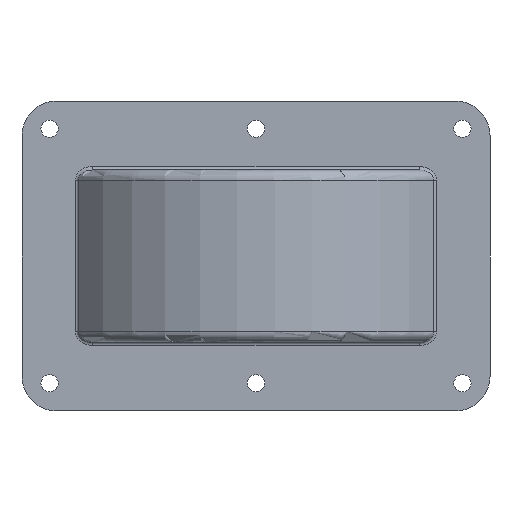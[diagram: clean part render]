
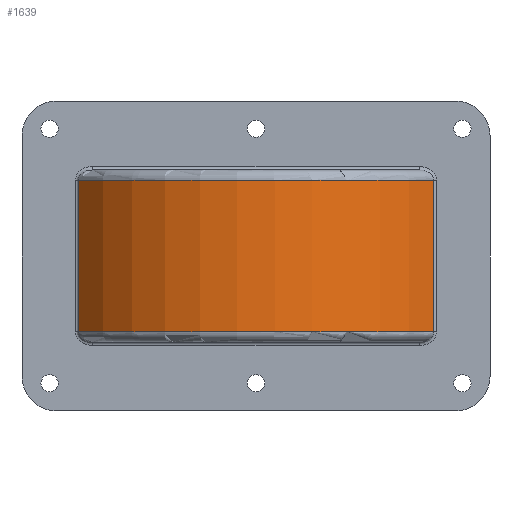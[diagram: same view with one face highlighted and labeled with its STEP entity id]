
A CAD part, front view. The second image highlights one B-rep face of the part: STEP entity #1639.
In plain terms, the highlighted cylindrical face has radius 63.75 mm (diameter 127.5 mm), a partial arc.
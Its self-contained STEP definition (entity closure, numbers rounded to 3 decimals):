
#94 = ORIENTED_EDGE ( 'NONE', *, *, #1380, .T. ) ;
#114 = FACE_OUTER_BOUND ( 'NONE', #1968, .T. ) ;
#133 = CARTESIAN_POINT ( 'NONE',  ( 51.653, -1.614, 22. ) ) ;
#214 = CARTESIAN_POINT ( 'NONE',  ( 51.653, -1.614, 25. ) ) ;
#276 = ORIENTED_EDGE ( 'NONE', *, *, #1970, .T. ) ;
#373 = VERTEX_POINT ( 'NONE', #133 ) ;
#388 = DIRECTION ( 'NONE',  ( -1., 0., 0. ) ) ;
#525 = LINE ( 'NONE', #214, #1702 ) ;
#550 = CIRCLE ( 'NONE', #1750, 63.75 ) ;
#583 = CARTESIAN_POINT ( 'NONE',  ( 0., 35.75, -22. ) ) ;
#587 = LINE ( 'NONE', #735, #1660 ) ;
#610 = CARTESIAN_POINT ( 'NONE',  ( 0., 35.75, 22. ) ) ;
#632 = VERTEX_POINT ( 'NONE', #1100 ) ;
#735 = CARTESIAN_POINT ( 'NONE',  ( -51.653, -1.614, 25. ) ) ;
#790 = AXIS2_PLACEMENT_3D ( 'NONE', #1194, #2034, #388 ) ;
#879 = CARTESIAN_POINT ( 'NONE',  ( -51.653, -1.614, 22. ) ) ;
#899 = DIRECTION ( 'NONE',  ( 0., 0., -1. ) ) ;
#935 = DIRECTION ( 'NONE',  ( 0., 0., 1. ) ) ;
#941 = AXIS2_PLACEMENT_3D ( 'NONE', #610, #1941, #1787 ) ;
#1008 = ORIENTED_EDGE ( 'NONE', *, *, #1626, .T. ) ;
#1100 = CARTESIAN_POINT ( 'NONE',  ( 51.653, -1.614, -22. ) ) ;
#1146 = CIRCLE ( 'NONE', #941, 63.75 ) ;
#1194 = CARTESIAN_POINT ( 'NONE',  ( 0., 35.75, 25. ) ) ;
#1380 = EDGE_CURVE ( 'NONE', #632, #373, #525, .T. ) ;
#1507 = CYLINDRICAL_SURFACE ( 'NONE', #790, 63.75 ) ;
#1536 = VERTEX_POINT ( 'NONE', #1731 ) ;
#1626 = EDGE_CURVE ( 'NONE', #2027, #1536, #587, .T. ) ;
#1639 = ADVANCED_FACE ( 'NONE', ( #114 ), #1507, .T. ) ;
#1660 = VECTOR ( 'NONE', #899, 1000. ) ;
#1700 = EDGE_CURVE ( 'NONE', #1536, #632, #550, .T. ) ;
#1702 = VECTOR ( 'NONE', #1848, 1000. ) ;
#1731 = CARTESIAN_POINT ( 'NONE',  ( -51.653, -1.614, -22. ) ) ;
#1739 = DIRECTION ( 'NONE',  ( 1., 0., 0. ) ) ;
#1750 = AXIS2_PLACEMENT_3D ( 'NONE', #583, #935, #1739 ) ;
#1752 = ORIENTED_EDGE ( 'NONE', *, *, #1700, .T. ) ;
#1787 = DIRECTION ( 'NONE',  ( 1., 0., 0. ) ) ;
#1848 = DIRECTION ( 'NONE',  ( 0., 0., 1. ) ) ;
#1941 = DIRECTION ( 'NONE',  ( 0., 0., -1. ) ) ;
#1968 = EDGE_LOOP ( 'NONE', ( #276, #1008, #1752, #94 ) ) ;
#1970 = EDGE_CURVE ( 'NONE', #373, #2027, #1146, .T. ) ;
#2027 = VERTEX_POINT ( 'NONE', #879 ) ;
#2034 = DIRECTION ( 'NONE',  ( 0., 0., -1. ) ) ;
